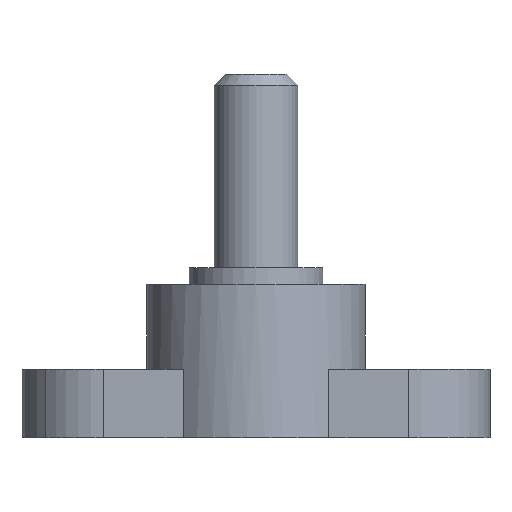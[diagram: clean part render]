
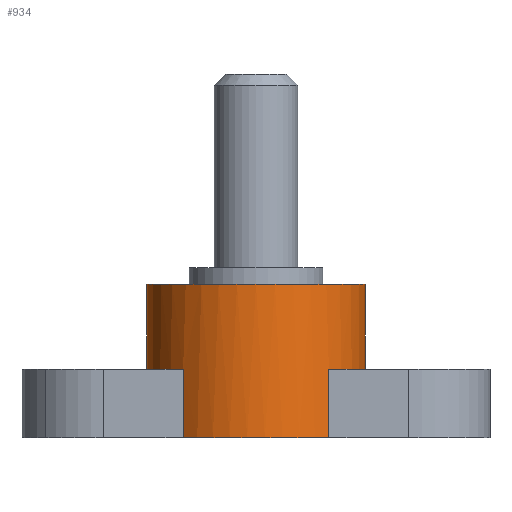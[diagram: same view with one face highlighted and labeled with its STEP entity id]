
A CAD part, front view. The second image highlights one B-rep face of the part: STEP entity #934.
In plain terms, the highlighted cylindrical face has radius 12.5 mm (diameter 25 mm), a partial arc.
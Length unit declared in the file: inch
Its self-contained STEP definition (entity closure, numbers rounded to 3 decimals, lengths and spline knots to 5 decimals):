
#346=CARTESIAN_POINT('',(0.49213,0.,0.30709));
#347=VERTEX_POINT('',#346);
#348=CARTESIAN_POINT('',(0.49213,0.,0.68898));
#349=VERTEX_POINT('',#348);
#350=CARTESIAN_POINT('',(0.49213,0.,0.30709));
#351=DIRECTION('',(0.0,0.0,1.0));
#352=VECTOR('',#351,0.38189);
#353=LINE('',#350,#352);
#354=EDGE_CURVE('',#347,#349,#353,.T.);
#390=CARTESIAN_POINT('',(-0.49213,0.,0.30709));
#391=VERTEX_POINT('',#390);
#399=CARTESIAN_POINT('',(-0.49213,0.,0.68898));
#400=VERTEX_POINT('',#399);
#401=CARTESIAN_POINT('',(-0.49213,0.,0.68898));
#402=DIRECTION('',(0.0,0.0,-1.0));
#403=VECTOR('',#402,0.38189);
#404=LINE('',#401,#403);
#405=EDGE_CURVE('',#400,#391,#404,.T.);
#877=CARTESIAN_POINT('',(0.0,0.0,0.0));
#878=DIRECTION('',(0.0,0.0,1.0));
#879=DIRECTION('',(1.0,0.0,0.0));
#880=AXIS2_PLACEMENT_3D('',#877,#878,#879);
#881=CYLINDRICAL_SURFACE('',#880,0.49213);
#882=ORIENTED_EDGE('',*,*,#354,.T.);
#883=CARTESIAN_POINT('',(0.0,0.0,0.68898));
#884=DIRECTION('',(0.0,0.0,-1.0));
#885=DIRECTION('',(1.0,0.0,0.0));
#886=AXIS2_PLACEMENT_3D('',#883,#884,#885);
#887=CIRCLE('',#886,0.49213);
#888=EDGE_CURVE('',#349,#400,#887,.T.);
#889=ORIENTED_EDGE('',*,*,#888,.T.);
#890=ORIENTED_EDGE('',*,*,#405,.T.);
#891=CARTESIAN_POINT('',(-0.32773,-0.36713,0.30709));
#892=VERTEX_POINT('',#891);
#893=CARTESIAN_POINT('',(0.0,0.0,0.30709));
#894=DIRECTION('',(0.0,0.0,-1.0));
#895=DIRECTION('',(1.0,0.0,0.0));
#896=AXIS2_PLACEMENT_3D('',#893,#894,#895);
#897=CIRCLE('',#896,0.49213);
#898=EDGE_CURVE('',#892,#391,#897,.T.);
#899=ORIENTED_EDGE('',*,*,#898,.F.);
#900=CARTESIAN_POINT('',(-0.32773,-0.36713,0.0));
#901=VERTEX_POINT('',#900);
#902=CARTESIAN_POINT('',(-0.32773,-0.36713,0.0));
#903=DIRECTION('',(0.0,0.0,1.0));
#904=VECTOR('',#903,0.30709);
#905=LINE('',#902,#904);
#906=EDGE_CURVE('',#901,#892,#905,.T.);
#907=ORIENTED_EDGE('',*,*,#906,.F.);
#908=CARTESIAN_POINT('',(0.32773,-0.36713,0.0));
#909=VERTEX_POINT('',#908);
#910=CARTESIAN_POINT('',(0.0,0.0,0.0));
#911=DIRECTION('',(0.0,0.0,1.0));
#912=DIRECTION('',(1.0,0.0,0.0));
#913=AXIS2_PLACEMENT_3D('',#910,#911,#912);
#914=CIRCLE('',#913,0.49213);
#915=EDGE_CURVE('',#901,#909,#914,.T.);
#916=ORIENTED_EDGE('',*,*,#915,.T.);
#917=CARTESIAN_POINT('',(0.32773,-0.36713,0.30709));
#918=VERTEX_POINT('',#917);
#919=CARTESIAN_POINT('',(0.32773,-0.36713,0.30709));
#920=DIRECTION('',(0.0,0.0,-1.0));
#921=VECTOR('',#920,0.30709);
#922=LINE('',#919,#921);
#923=EDGE_CURVE('',#918,#909,#922,.T.);
#924=ORIENTED_EDGE('',*,*,#923,.F.);
#925=CARTESIAN_POINT('',(0.0,0.0,0.30709));
#926=DIRECTION('',(0.0,0.0,-1.0));
#927=DIRECTION('',(1.0,0.0,0.0));
#928=AXIS2_PLACEMENT_3D('',#925,#926,#927);
#929=CIRCLE('',#928,0.49213);
#930=EDGE_CURVE('',#347,#918,#929,.T.);
#931=ORIENTED_EDGE('',*,*,#930,.F.);
#932=EDGE_LOOP('',(#882,#889,#890,#899,#907,#916,#924,#931));
#933=FACE_OUTER_BOUND('',#932,.T.);
#934=ADVANCED_FACE('',(#933),#881,.T.);
